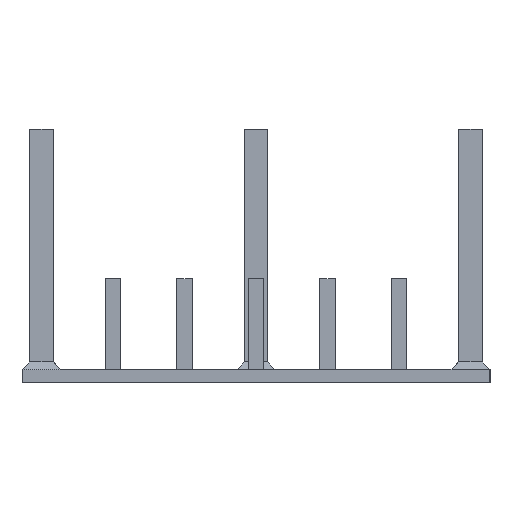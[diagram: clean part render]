
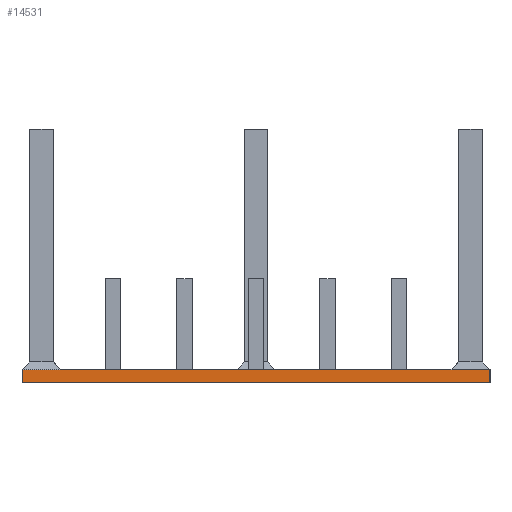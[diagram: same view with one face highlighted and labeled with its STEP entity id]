
A CAD part, left-side view. The second image highlights one B-rep face of the part: STEP entity #14531.
In plain terms, the highlighted planar face has unit normal (-1, 0, 0).
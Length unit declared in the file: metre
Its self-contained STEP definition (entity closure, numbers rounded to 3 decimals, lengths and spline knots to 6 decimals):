
#1562=ORIENTED_EDGE('',*,*,#5224,.F.);
#1563=ORIENTED_EDGE('',*,*,#5221,.F.);
#1564=ORIENTED_EDGE('',*,*,#5178,.T.);
#1565=ORIENTED_EDGE('',*,*,#5225,.T.);
#1566=ORIENTED_EDGE('',*,*,#5226,.F.);
#1567=ORIENTED_EDGE('',*,*,#4576,.F.);
#4576=EDGE_CURVE('',#6478,#6479,#7974,.T.);
#5178=EDGE_CURVE('',#7079,#7078,#8576,.T.);
#5221=EDGE_CURVE('',#7079,#7118,#8619,.T.);
#5224=EDGE_CURVE('',#7118,#6478,#8622,.T.);
#5225=EDGE_CURVE('',#7078,#7119,#8623,.T.);
#5226=EDGE_CURVE('',#6479,#7119,#8624,.T.);
#6478=VERTEX_POINT('',#20466);
#6479=VERTEX_POINT('',#20468);
#7078=VERTEX_POINT('',#21669);
#7079=VERTEX_POINT('',#21671);
#7118=VERTEX_POINT('',#21755);
#7119=VERTEX_POINT('',#21761);
#7974=LINE('',#20467,#10024);
#8576=LINE('',#21670,#10626);
#8619=LINE('',#21754,#10669);
#8622=LINE('',#21759,#10672);
#8623=LINE('',#21760,#10673);
#8624=LINE('',#21762,#10674);
#10024=VECTOR('',#16698,1.);
#10626=VECTOR('',#17302,1.);
#10669=VECTOR('',#17349,1.);
#10672=VECTOR('',#17354,1.);
#10673=VECTOR('',#17355,1.);
#10674=VECTOR('',#17356,1.);
#11983=EDGE_LOOP('',(#1562,#1563,#1564,#1565,#1566,#1567));
#12977=FACE_BOUND('',#11983,.T.);
#13754=PLANE('',#15321);
#14531=ADVANCED_FACE('',(#12977),#13754,.T.);
#15321=AXIS2_PLACEMENT_3D('',#21758,#17352,#17353);
#16698=DIRECTION('',(0.,-1.,0.));
#17302=DIRECTION('',(0.,-1.,0.));
#17349=DIRECTION('',(0.,0.,1.));
#17352=DIRECTION('',(-1.,0.,0.));
#17353=DIRECTION('',(0.,0.,1.));
#17354=DIRECTION('',(0.,-1.,0.));
#17355=DIRECTION('',(0.,0.,1.));
#17356=DIRECTION('',(0.,-1.,0.));
#20466=CARTESIAN_POINT('',(-0.1725,0.075,0.));
#20467=CARTESIAN_POINT('',(-0.1725,0.,0.));
#20468=CARTESIAN_POINT('',(-0.1725,-0.075,0.));
#21669=CARTESIAN_POINT('',(-0.1725,-0.09,-0.005));
#21670=CARTESIAN_POINT('',(-0.1725,0.,-0.005));
#21671=CARTESIAN_POINT('',(-0.1725,0.09,-0.005));
#21754=CARTESIAN_POINT('',(-0.1725,0.09,-0.005));
#21755=CARTESIAN_POINT('',(-0.1725,0.09,0.));
#21758=CARTESIAN_POINT('',(-0.1725,0.,-0.005));
#21759=CARTESIAN_POINT('',(-0.1725,0.,0.));
#21760=CARTESIAN_POINT('',(-0.1725,-0.09,-0.005));
#21761=CARTESIAN_POINT('',(-0.1725,-0.09,0.));
#21762=CARTESIAN_POINT('',(-0.1725,0.,0.));
